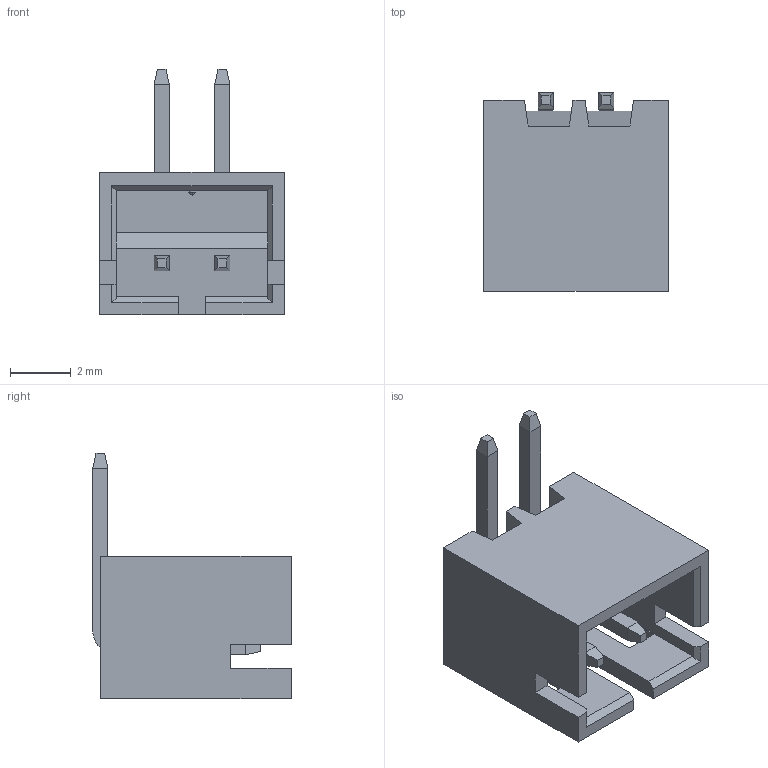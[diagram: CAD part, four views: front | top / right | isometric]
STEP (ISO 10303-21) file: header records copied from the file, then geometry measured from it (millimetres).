
FILE_DESCRIPTION((''),'2;1');
FILE_NAME('FWF20016-2P','2025-05-28T',('工程三'),(''),'PRO/ENGINEER BY PARAMETRIC TECHNOLOGY CORPORATION, 2010280','PRO/ENGINEER BY PARAMETRIC TECHNOLOGY CORPORATION, 2010280','');
FILE_SCHEMA(('CONFIG_CONTROL_DESIGN'));
Length unit declared in the file: millimetre
Products named in the file (1): FWF20016-2P
Bounding box: 6.1 x 6.55 x 8.1 mm (x, y, z)
Volume: 89.4 mm3; surface area: 307.8 mm2
Topology: 1 solids, 1 shells, 95 faces, 255 edges, 162 vertices
Faces by surface type: plane 87, cylinder 6, sphere 2
Entity records: 2938 total; most frequent: CARTESIAN_POINT 512, ORIENTED_EDGE 510, DIRECTION 460, EDGE_CURVE 255, VECTOR 240, LINE 240, VERTEX_POINT 162, AXIS2_PLACEMENT_3D 110
